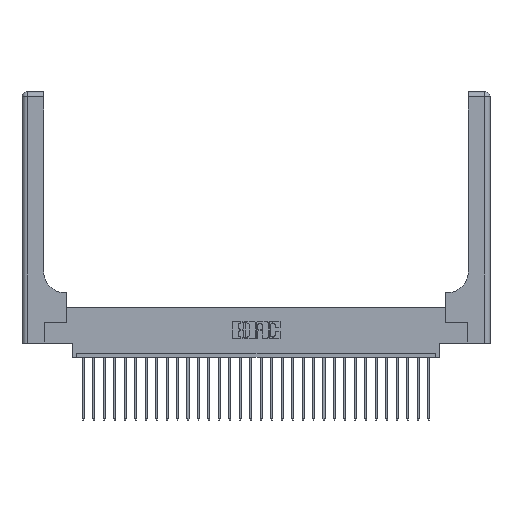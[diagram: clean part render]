
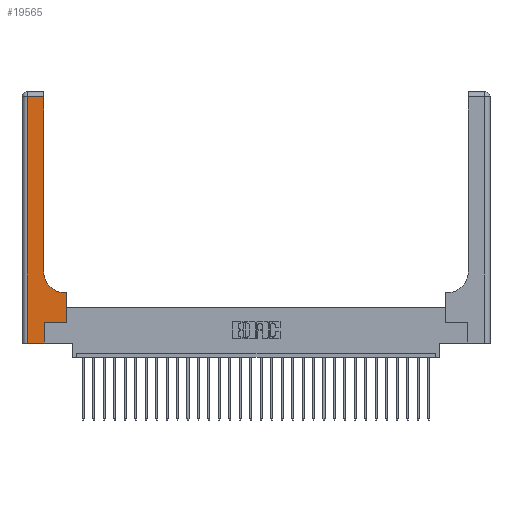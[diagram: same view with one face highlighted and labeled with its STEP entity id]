
A CAD part, top view. The second image highlights one B-rep face of the part: STEP entity #19565.
In plain terms, the highlighted planar face has unit normal (0, 0, 1).
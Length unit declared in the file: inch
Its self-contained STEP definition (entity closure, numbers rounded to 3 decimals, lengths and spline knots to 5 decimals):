
#85 = CARTESIAN_POINT ( 'NONE',  ( 0.528, 0.25, 0.37 ) ) ;
#249 = DIRECTION ( 'NONE',  ( -1., 0., 0. ) ) ;
#864 = CARTESIAN_POINT ( 'NONE',  ( 0.26, 2.94, 0.37 ) ) ;
#1921 = CARTESIAN_POINT ( 'NONE',  ( 0.265, 0., 0.37 ) ) ;
#2271 = DIRECTION ( 'NONE',  ( 1., 0., 0. ) ) ;
#2633 = CARTESIAN_POINT ( 'NONE',  ( 0.51, 0.85, 0.37 ) ) ;
#2660 = VERTEX_POINT ( 'NONE', #864 ) ;
#2983 = EDGE_CURVE ( 'NONE', #22319, #2660, #14894, .T. ) ;
#3056 = CARTESIAN_POINT ( 'NONE',  ( 0.06, 2.94, 0.37 ) ) ;
#3905 = ORIENTED_EDGE ( 'NONE', *, *, #2983, .T. ) ;
#4026 = VERTEX_POINT ( 'NONE', #8327 ) ;
#4061 = DIRECTION ( 'NONE',  ( 0., 1., 0. ) ) ;
#4776 = FACE_OUTER_BOUND ( 'NONE', #7293, .T. ) ;
#4892 = EDGE_CURVE ( 'NONE', #2660, #5405, #9437, .T. ) ;
#5119 = CARTESIAN_POINT ( 'NONE',  ( 0., 2.94, 0.37 ) ) ;
#5405 = VERTEX_POINT ( 'NONE', #3056 ) ;
#5650 = ORIENTED_EDGE ( 'NONE', *, *, #21156, .T. ) ;
#5680 = ORIENTED_EDGE ( 'NONE', *, *, #17528, .T. ) ;
#5899 = LINE ( 'NONE', #1921, #6545 ) ;
#6087 = DIRECTION ( 'NONE',  ( 0., 0., -1. ) ) ;
#6267 = VERTEX_POINT ( 'NONE', #23779 ) ;
#6449 = ORIENTED_EDGE ( 'NONE', *, *, #14987, .T. ) ;
#6545 = VECTOR ( 'NONE', #4061, 39.37008 ) ;
#6614 = VERTEX_POINT ( 'NONE', #22855 ) ;
#6795 = VERTEX_POINT ( 'NONE', #25613 ) ;
#6915 = EDGE_CURVE ( 'NONE', #4026, #6795, #15421, .T. ) ;
#6997 = CIRCLE ( 'NONE', #15984, 0.25 ) ;
#7134 = CARTESIAN_POINT ( 'NONE',  ( 0.265, 0., 0.37 ) ) ;
#7293 = EDGE_LOOP ( 'NONE', ( #3905, #22686, #17589, #5650, #21262, #6449, #5680, #13115, #23411 ) ) ;
#8189 = CARTESIAN_POINT ( 'NONE',  ( 0., 0., 0.37 ) ) ;
#8327 = CARTESIAN_POINT ( 'NONE',  ( 0.528, 0.6, 0.37 ) ) ;
#9190 = DIRECTION ( 'NONE',  ( -1., 0., 0. ) ) ;
#9437 = LINE ( 'NONE', #5119, #17412 ) ;
#10078 = CARTESIAN_POINT ( 'NONE',  ( 0.06, 3., 0.37 ) ) ;
#10227 = LINE ( 'NONE', #85, #13587 ) ;
#10766 = DIRECTION ( 'NONE',  ( 0., 0., -1. ) ) ;
#10837 = DIRECTION ( 'NONE',  ( 0., 1., 0. ) ) ;
#11713 = VECTOR ( 'NONE', #26991, 39.37008 ) ;
#12498 = EDGE_CURVE ( 'NONE', #5405, #6267, #26488, .T. ) ;
#12818 = DIRECTION ( 'NONE',  ( 0., 1., 0. ) ) ;
#13115 = ORIENTED_EDGE ( 'NONE', *, *, #6915, .T. ) ;
#13587 = VECTOR ( 'NONE', #10837, 39.37008 ) ;
#14457 = CARTESIAN_POINT ( 'NONE',  ( 0.26, 0.85, 0.37 ) ) ;
#14894 = LINE ( 'NONE', #21115, #21871 ) ;
#14987 = EDGE_CURVE ( 'NONE', #22288, #6614, #17385, .T. ) ;
#15420 = CARTESIAN_POINT ( 'NONE',  ( 0.26, 0.6, 0.37 ) ) ;
#15421 = LINE ( 'NONE', #15420, #27003 ) ;
#15984 = AXIS2_PLACEMENT_3D ( 'NONE', #2633, #10766, #2271 ) ;
#16660 = DIRECTION ( 'NONE',  ( -1., 0., 0. ) ) ;
#16683 = VERTEX_POINT ( 'NONE', #7134 ) ;
#17385 = LINE ( 'NONE', #22648, #11713 ) ;
#17412 = VECTOR ( 'NONE', #9190, 39.37008 ) ;
#17528 = EDGE_CURVE ( 'NONE', #6614, #4026, #10227, .T. ) ;
#17589 = ORIENTED_EDGE ( 'NONE', *, *, #12498, .T. ) ;
#17856 = VECTOR ( 'NONE', #23178, 39.37008 ) ;
#18592 = VECTOR ( 'NONE', #18866, 39.37008 ) ;
#18866 = DIRECTION ( 'NONE',  ( 1., 0., 0. ) ) ;
#19506 = AXIS2_PLACEMENT_3D ( 'NONE', #22789, #6087, #16660 ) ;
#19565 = ADVANCED_FACE ( 'NONE', ( #4776 ), #24913, .F. ) ;
#21115 = CARTESIAN_POINT ( 'NONE',  ( 0.26, 3., 0.37 ) ) ;
#21156 = EDGE_CURVE ( 'NONE', #6267, #16683, #24911, .T. ) ;
#21184 = EDGE_CURVE ( 'NONE', #6795, #22319, #6997, .T. ) ;
#21262 = ORIENTED_EDGE ( 'NONE', *, *, #26555, .T. ) ;
#21871 = VECTOR ( 'NONE', #12818, 39.37008 ) ;
#22288 = VERTEX_POINT ( 'NONE', #25300 ) ;
#22319 = VERTEX_POINT ( 'NONE', #14457 ) ;
#22648 = CARTESIAN_POINT ( 'NONE',  ( 0.265, 0.25, 0.37 ) ) ;
#22686 = ORIENTED_EDGE ( 'NONE', *, *, #4892, .T. ) ;
#22789 = CARTESIAN_POINT ( 'NONE',  ( 0., 3., 0.37 ) ) ;
#22855 = CARTESIAN_POINT ( 'NONE',  ( 0.528, 0.25, 0.37 ) ) ;
#23178 = DIRECTION ( 'NONE',  ( 0., -1., 0. ) ) ;
#23411 = ORIENTED_EDGE ( 'NONE', *, *, #21184, .T. ) ;
#23779 = CARTESIAN_POINT ( 'NONE',  ( 0.06, 0., 0.37 ) ) ;
#24911 = LINE ( 'NONE', #8189, #18592 ) ;
#24913 = PLANE ( 'NONE',  #19506 ) ;
#25300 = CARTESIAN_POINT ( 'NONE',  ( 0.265, 0.25, 0.37 ) ) ;
#25613 = CARTESIAN_POINT ( 'NONE',  ( 0.51, 0.6, 0.37 ) ) ;
#26488 = LINE ( 'NONE', #10078, #17856 ) ;
#26555 = EDGE_CURVE ( 'NONE', #16683, #22288, #5899, .T. ) ;
#26991 = DIRECTION ( 'NONE',  ( 1., 0., 0. ) ) ;
#27003 = VECTOR ( 'NONE', #249, 39.37008 ) ;
